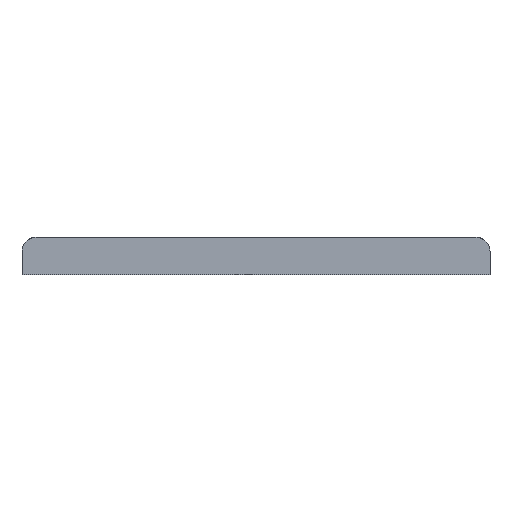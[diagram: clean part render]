
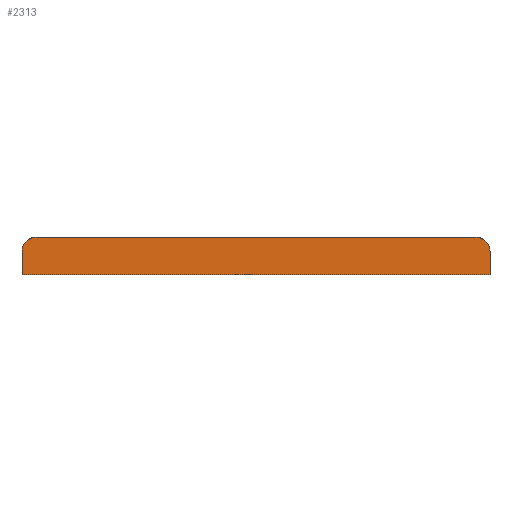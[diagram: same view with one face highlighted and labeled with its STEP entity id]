
A CAD part, front view. The second image highlights one B-rep face of the part: STEP entity #2313.
In plain terms, the highlighted planar face has unit normal (0, -1, 0).
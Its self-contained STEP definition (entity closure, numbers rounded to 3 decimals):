
#45 = DIRECTION ( 'NONE',  ( 0., 0., -1. ) ) ;
#145 = CARTESIAN_POINT ( 'NONE',  ( -50., -42., 0. ) ) ;
#159 = CARTESIAN_POINT ( 'NONE',  ( 50., -42., 0. ) ) ;
#179 = DIRECTION ( 'NONE',  ( 0., 0., 1. ) ) ;
#255 = LINE ( 'NONE', #1013, #505 ) ;
#271 = VERTEX_POINT ( 'NONE', #860 ) ;
#376 = DIRECTION ( 'NONE',  ( 0., -1., 0. ) ) ;
#385 = EDGE_CURVE ( 'NONE', #2516, #2221, #1102, .T. ) ;
#422 = ORIENTED_EDGE ( 'NONE', *, *, #1715, .F. ) ;
#498 = CARTESIAN_POINT ( 'NONE',  ( -50., -42., 5. ) ) ;
#505 = VECTOR ( 'NONE', #45, 1000. ) ;
#576 = FACE_OUTER_BOUND ( 'NONE', #1793, .T. ) ;
#617 = LINE ( 'NONE', #1838, #1722 ) ;
#639 = AXIS2_PLACEMENT_3D ( 'NONE', #1979, #376, #179 ) ;
#641 = ORIENTED_EDGE ( 'NONE', *, *, #1399, .T. ) ;
#647 = CARTESIAN_POINT ( 'NONE',  ( -50., -42., 0. ) ) ;
#728 = ORIENTED_EDGE ( 'NONE', *, *, #899, .F. ) ;
#739 = CARTESIAN_POINT ( 'NONE',  ( -50., -42., 8. ) ) ;
#766 = ORIENTED_EDGE ( 'NONE', *, *, #1261, .T. ) ;
#779 = VERTEX_POINT ( 'NONE', #498 ) ;
#807 = VERTEX_POINT ( 'NONE', #2311 ) ;
#809 = VECTOR ( 'NONE', #2119, 1000. ) ;
#860 = CARTESIAN_POINT ( 'NONE',  ( -47., -42., 8. ) ) ;
#899 = EDGE_CURVE ( 'NONE', #271, #807, #617, .T. ) ;
#918 = AXIS2_PLACEMENT_3D ( 'NONE', #739, #945, #1525 ) ;
#945 = DIRECTION ( 'NONE',  ( 0., 1., 0. ) ) ;
#1003 = LINE ( 'NONE', #1428, #1179 ) ;
#1013 = CARTESIAN_POINT ( 'NONE',  ( 50., -42., 8. ) ) ;
#1076 = ORIENTED_EDGE ( 'NONE', *, *, #385, .T. ) ;
#1102 = LINE ( 'NONE', #145, #809 ) ;
#1124 = CARTESIAN_POINT ( 'NONE',  ( 50., -42., 5. ) ) ;
#1142 = EDGE_CURVE ( 'NONE', #271, #779, #1583, .T. ) ;
#1179 = VECTOR ( 'NONE', #1211, 1000. ) ;
#1211 = DIRECTION ( 'NONE',  ( 0., 0., -1. ) ) ;
#1261 = EDGE_CURVE ( 'NONE', #779, #2516, #1003, .T. ) ;
#1399 = EDGE_CURVE ( 'NONE', #2220, #807, #2333, .T. ) ;
#1428 = CARTESIAN_POINT ( 'NONE',  ( -50., -42., 8. ) ) ;
#1525 = DIRECTION ( 'NONE',  ( 0., 0., 1. ) ) ;
#1544 = AXIS2_PLACEMENT_3D ( 'NONE', #2280, #2267, #2047 ) ;
#1583 = CIRCLE ( 'NONE', #639, 3. ) ;
#1715 = EDGE_CURVE ( 'NONE', #2220, #2221, #255, .T. ) ;
#1722 = VECTOR ( 'NONE', #2428, 1000. ) ;
#1793 = EDGE_LOOP ( 'NONE', ( #422, #641, #728, #1794, #766, #1076 ) ) ;
#1794 = ORIENTED_EDGE ( 'NONE', *, *, #1142, .T. ) ;
#1838 = CARTESIAN_POINT ( 'NONE',  ( -50., -42., 8. ) ) ;
#1923 = PLANE ( 'NONE',  #918 ) ;
#1979 = CARTESIAN_POINT ( 'NONE',  ( -47., -42., 5. ) ) ;
#2047 = DIRECTION ( 'NONE',  ( 0., 0., 1. ) ) ;
#2119 = DIRECTION ( 'NONE',  ( 1., 0., 0. ) ) ;
#2220 = VERTEX_POINT ( 'NONE', #1124 ) ;
#2221 = VERTEX_POINT ( 'NONE', #159 ) ;
#2267 = DIRECTION ( 'NONE',  ( 0., -1., 0. ) ) ;
#2280 = CARTESIAN_POINT ( 'NONE',  ( 47., -42., 5. ) ) ;
#2311 = CARTESIAN_POINT ( 'NONE',  ( 47., -42., 8. ) ) ;
#2313 = ADVANCED_FACE ( 'NONE', ( #576 ), #1923, .F. ) ;
#2333 = CIRCLE ( 'NONE', #1544, 3. ) ;
#2428 = DIRECTION ( 'NONE',  ( 1., 0., 0. ) ) ;
#2516 = VERTEX_POINT ( 'NONE', #647 ) ;
